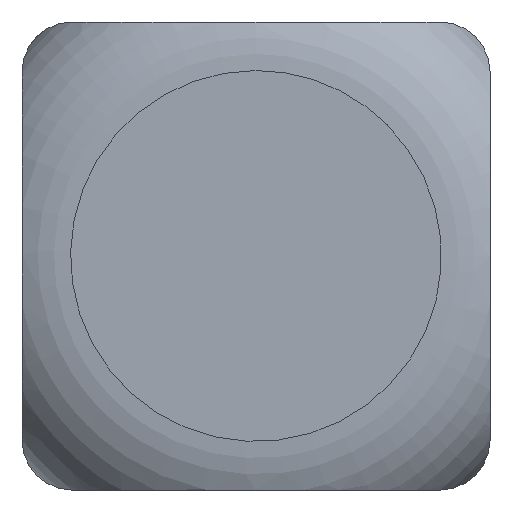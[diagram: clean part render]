
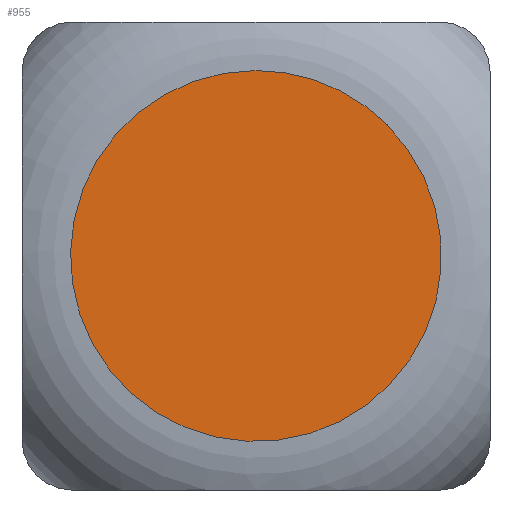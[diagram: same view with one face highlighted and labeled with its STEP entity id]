
A CAD part, front view. The second image highlights one B-rep face of the part: STEP entity #955.
In plain terms, the highlighted planar face has unit normal (0, -1, 0).
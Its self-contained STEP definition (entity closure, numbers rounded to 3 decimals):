
#28=CIRCLE('',#1016,1.486);
#29=CIRCLE('',#1017,1.486);
#87=FACE_OUTER_BOUND('',#139,.T.);
#139=EDGE_LOOP('',(#728,#729));
#413=VERTEX_POINT('',#1389);
#414=VERTEX_POINT('',#1391);
#516=EDGE_CURVE('',#414,#413,#28,.T.);
#517=EDGE_CURVE('',#413,#414,#29,.T.);
#728=ORIENTED_EDGE('',*,*,#516,.T.);
#729=ORIENTED_EDGE('',*,*,#517,.T.);
#908=PLANE('',#1030);
#955=ADVANCED_FACE('',(#87),#908,.F.);
#1016=AXIS2_PLACEMENT_3D('',#1392,#1128,#1129);
#1017=AXIS2_PLACEMENT_3D('',#1393,#1130,#1131);
#1030=AXIS2_PLACEMENT_3D('',#1555,#1182,#1183);
#1128=DIRECTION('center_axis',(0.,-1.,0.));
#1129=DIRECTION('ref_axis',(0.,0.,-1.));
#1130=DIRECTION('center_axis',(0.,-1.,0.));
#1131=DIRECTION('ref_axis',(0.,0.,-1.));
#1182=DIRECTION('center_axis',(0.,1.,0.));
#1183=DIRECTION('ref_axis',(0.,0.,1.));
#1389=CARTESIAN_POINT('',(0.,-40.,1.486));
#1391=CARTESIAN_POINT('',(1.051,-40.,1.051));
#1392=CARTESIAN_POINT('Origin',(0.,-40.,0.));
#1393=CARTESIAN_POINT('Origin',(0.,-40.,0.));
#1555=CARTESIAN_POINT('Origin',(0.,-40.,0.));
